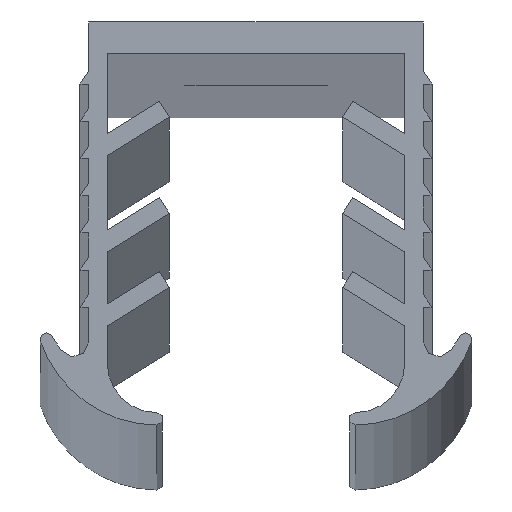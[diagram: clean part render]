
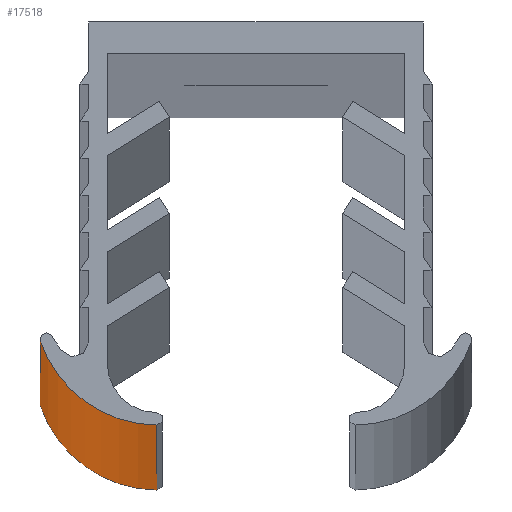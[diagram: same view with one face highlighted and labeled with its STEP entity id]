
A CAD part, top view. The second image highlights one B-rep face of the part: STEP entity #17518.
In plain terms, the highlighted cylindrical face has radius 10 mm (diameter 20 mm), a partial arc.
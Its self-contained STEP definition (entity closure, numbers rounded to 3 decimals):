
#902 = CARTESIAN_POINT ( 'NONE',  ( -8.004, -32.5, 1500. ) ) ;
#1151 = CIRCLE ( 'NONE', #7850, 10. ) ;
#1389 = AXIS2_PLACEMENT_3D ( 'NONE', #7220, #2873, #11510 ) ;
#1535 = CIRCLE ( 'NONE', #1389, 10. ) ;
#1956 = DIRECTION ( 'NONE',  ( 0., 0., -1. ) ) ;
#2646 = EDGE_CURVE ( 'NONE', #12341, #18992, #6734, .T. ) ;
#2873 = DIRECTION ( 'NONE',  ( 0., 0., 1. ) ) ;
#3060 = ORIENTED_EDGE ( 'NONE', *, *, #18742, .F. ) ;
#3643 = VECTOR ( 'NONE', #3954, 1000. ) ;
#3954 = DIRECTION ( 'NONE',  ( 0., 0., -1. ) ) ;
#4319 = LINE ( 'NONE', #902, #3643 ) ;
#4342 = CYLINDRICAL_SURFACE ( 'NONE', #9724, 10. ) ;
#5800 = VECTOR ( 'NONE', #1956, 1000. ) ;
#6044 = VERTEX_POINT ( 'NONE', #12966 ) ;
#6111 = CARTESIAN_POINT ( 'NONE',  ( -7.92, -22.5, 1500. ) ) ;
#6734 = LINE ( 'NONE', #18288, #5800 ) ;
#7220 = CARTESIAN_POINT ( 'NONE',  ( -7.92, -22.5, 1500. ) ) ;
#7447 = DIRECTION ( 'NONE',  ( 1., 0., 0. ) ) ;
#7850 = AXIS2_PLACEMENT_3D ( 'NONE', #16319, #14819, #7447 ) ;
#7878 = ORIENTED_EDGE ( 'NONE', *, *, #14845, .T. ) ;
#9235 = CARTESIAN_POINT ( 'NONE',  ( -17.388, -25.717, 1500. ) ) ;
#9572 = DIRECTION ( 'NONE',  ( 0., 0., -1. ) ) ;
#9724 = AXIS2_PLACEMENT_3D ( 'NONE', #6111, #9572, #10937 ) ;
#10937 = DIRECTION ( 'NONE',  ( -1., 0., 0. ) ) ;
#11510 = DIRECTION ( 'NONE',  ( 1., 0., 0. ) ) ;
#11550 = VERTEX_POINT ( 'NONE', #16173 ) ;
#11803 = FACE_OUTER_BOUND ( 'NONE', #16509, .T. ) ;
#12117 = ORIENTED_EDGE ( 'NONE', *, *, #17874, .F. ) ;
#12341 = VERTEX_POINT ( 'NONE', #9235 ) ;
#12966 = CARTESIAN_POINT ( 'NONE',  ( -8.004, -32.5, -1500. ) ) ;
#13659 = CARTESIAN_POINT ( 'NONE',  ( -17.388, -25.717, -1500. ) ) ;
#14505 = ORIENTED_EDGE ( 'NONE', *, *, #2646, .T. ) ;
#14819 = DIRECTION ( 'NONE',  ( 0., 0., 1. ) ) ;
#14845 = EDGE_CURVE ( 'NONE', #18992, #6044, #1151, .T. ) ;
#16173 = CARTESIAN_POINT ( 'NONE',  ( -8.004, -32.5, 1500. ) ) ;
#16319 = CARTESIAN_POINT ( 'NONE',  ( -7.92, -22.5, -1500. ) ) ;
#16509 = EDGE_LOOP ( 'NONE', ( #7878, #12117, #3060, #14505 ) ) ;
#17518 = ADVANCED_FACE ( 'NONE', ( #11803 ), #4342, .T. ) ;
#17874 = EDGE_CURVE ( 'NONE', #11550, #6044, #4319, .T. ) ;
#18288 = CARTESIAN_POINT ( 'NONE',  ( -17.388, -25.717, 1500. ) ) ;
#18742 = EDGE_CURVE ( 'NONE', #12341, #11550, #1535, .T. ) ;
#18992 = VERTEX_POINT ( 'NONE', #13659 ) ;
